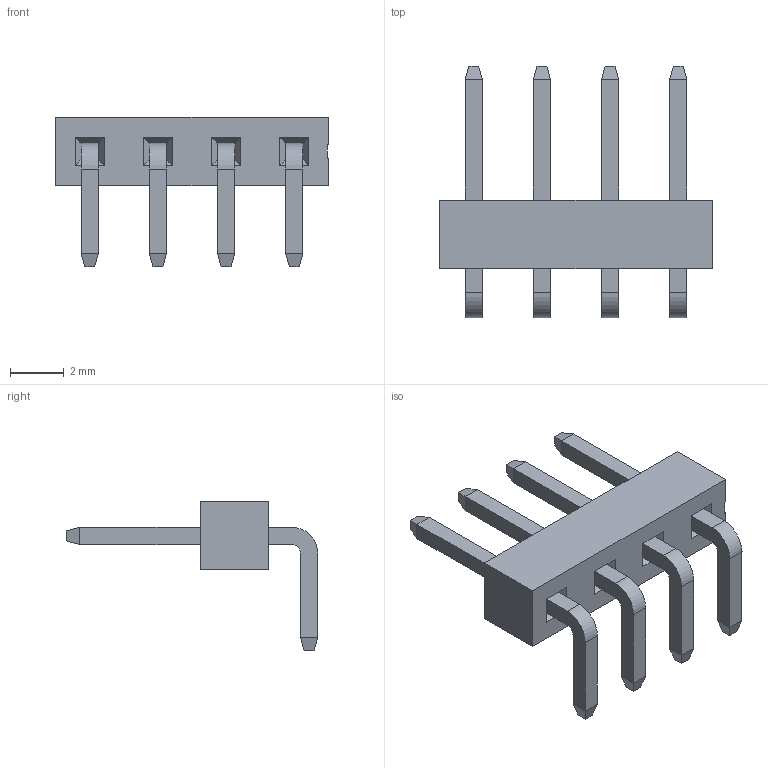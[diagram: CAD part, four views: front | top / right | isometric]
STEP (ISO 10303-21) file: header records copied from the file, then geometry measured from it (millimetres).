
FILE_DESCRIPTION((''),'2;1');
FILE_NAME('XHY_ASM','2023-11-20T',('gain.gao'),(''),'PRO/ENGINEER BY PARAMETRIC TECHNOLOGY CORPORATION, 2015440','PRO/ENGINEER BY PARAMETRIC TECHNOLOGY CORPORATION, 2015440','');
FILE_SCHEMA(('AUTOMOTIVE_DESIGN { 1 0 10303 214 1 1 1 1 }'));
Length unit declared in the file: millimetre
Products named in the file (3): 2_ASM_1; 1_ASM_1_ASM; XHY_ASM
Assembly tree (5 placements, depth 3):
  XHY_ASM
    1_ASM_1_ASM
      2_ASM_1  x4
Bounding box: 10.16 x 9.36 x 5.55 mm (x, y, z)
Surface area: 270.4 mm2 (no closed solid volume)
Topology: 0 solids, 5 shells, 114 faces, 280 edges, 176 vertices
Faces by surface type: plane 106, cylinder 8
Entity records: 2941 total; most frequent: CARTESIAN_POINT 313, DIRECTION 302, ORIENTED_EDGE 296, PRESENTATION_STYLE_ASSIGNMENT 210, STYLED_ITEM 210, COLOUR_RGB 188, CURVE_STYLE 148, EDGE_CURVE 148
